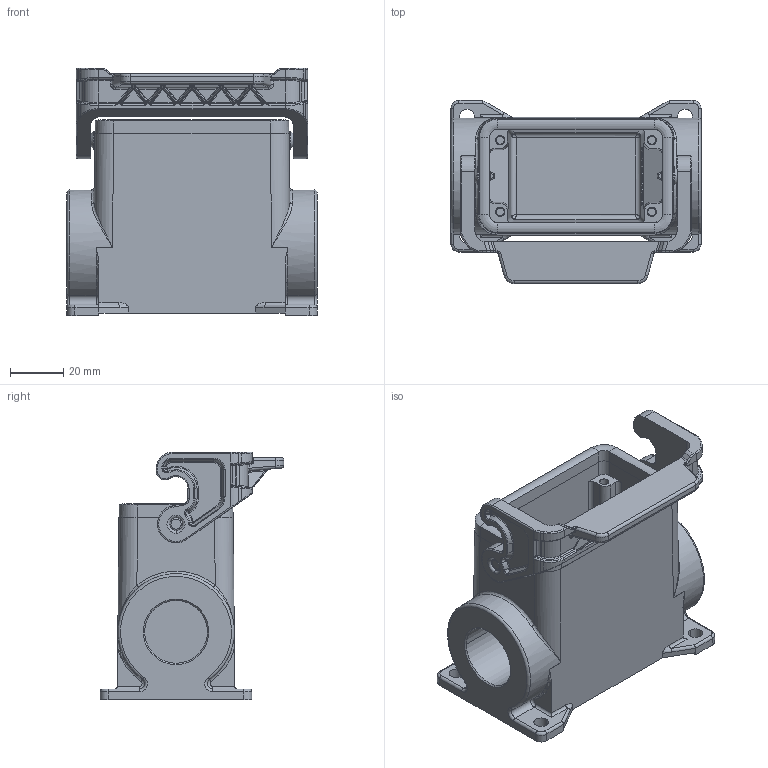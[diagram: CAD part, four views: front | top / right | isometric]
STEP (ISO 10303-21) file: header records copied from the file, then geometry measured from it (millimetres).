
FILE_DESCRIPTION(('Creo Elements/Direct Modeling STEP Export'),'2;1');
FILE_NAME('0ln7uvk5tno3ja3968','2023-11-15T16:14:26',(''),(''),'Creo Elements/Direct Modeling STEP processor for AP214 (Solid Model)','Creo Elements/Direct Modeling 20.1B 02-Apr-2019 (C) Parametric Technology GmbH','');
FILE_SCHEMA(('AUTOMOTIVE_DESIGN { 1 0 10303 214 1 1 1 1 }'));
Products named in the file (2): JMPAP 10 L25
Assembly tree (1 placements, depth 2):
  JMPAP 10 L25
    JMPAP 10 L25
Bounding box: 94 x 69 x 93 mm (x, y, z)
Volume: 130787.4 mm3; surface area: 52125.1 mm2
Topology: 1 solids, 1 shells, 762 faces, 1891 edges, 1129 vertices
Faces by surface type: cylinder 316, plane 169, bspline 156, torus 81, cone 34, sphere 6
Entity records: 66869 total; most frequent: CARTESIAN_POINT 44843, ORIENTED_EDGE 3758, DIRECTION 2777, EDGE_CURVE 1879, VERTEX_POINT 1129, AXIS2_PLACEMENT_3D 1017, EDGE_LOOP 784, COLOUR_RGB 763
